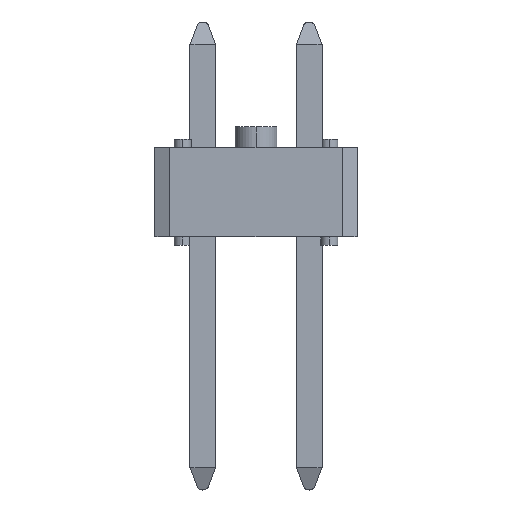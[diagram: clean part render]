
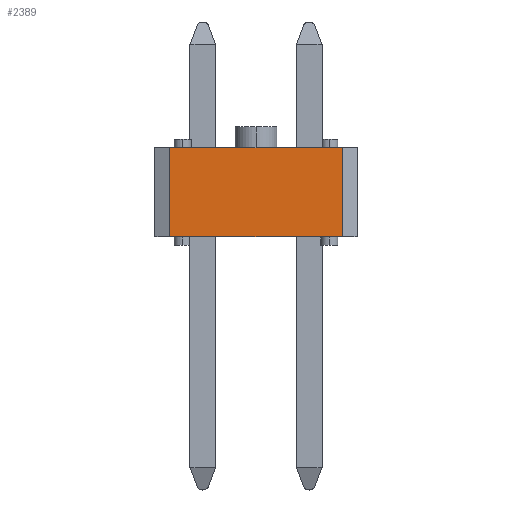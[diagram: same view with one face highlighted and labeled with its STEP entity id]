
A CAD part, left-side view. The second image highlights one B-rep face of the part: STEP entity #2389.
In plain terms, the highlighted planar face has unit normal (-1, 0, 0).
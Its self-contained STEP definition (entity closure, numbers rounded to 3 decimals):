
#114=DIRECTION('',(0.,1.,0.));
#115=VECTOR('',#114,4.116);
#116=CARTESIAN_POINT('',(-3.61,-2.058,0.));
#117=LINE('',#116,#115);
#446=DIRECTION('',(0.,1.,0.));
#447=VECTOR('',#446,4.116);
#448=CARTESIAN_POINT('',(-3.61,-2.058,2.13));
#449=LINE('',#448,#447);
#760=DIRECTION('',(0.,0.,1.));
#761=VECTOR('',#760,2.13);
#762=CARTESIAN_POINT('',(-3.61,2.058,0.));
#763=LINE('',#762,#761);
#836=DIRECTION('',(0.,0.,1.));
#837=VECTOR('',#836,2.13);
#838=CARTESIAN_POINT('',(-3.61,-2.058,0.));
#839=LINE('',#838,#837);
#1366=CARTESIAN_POINT('',(-3.61,-2.058,0.));
#1367=CARTESIAN_POINT('',(-3.61,2.058,0.));
#1368=VERTEX_POINT('',#1366);
#1369=VERTEX_POINT('',#1367);
#1374=CARTESIAN_POINT('',(-3.61,-2.058,2.13));
#1375=CARTESIAN_POINT('',(-3.61,2.058,2.13));
#1376=VERTEX_POINT('',#1374);
#1377=VERTEX_POINT('',#1375);
#2376=CARTESIAN_POINT('',(-3.61,-2.6,2.13));
#2377=DIRECTION('',(1.,0.,0.));
#2378=DIRECTION('',(0.,1.,0.));
#2379=AXIS2_PLACEMENT_3D('',#2376,#2377,#2378);
#2380=PLANE('',#2379);
#2381=ORIENTED_EDGE('',*,*,#1571,.T.);
#2383=ORIENTED_EDGE('',*,*,#2382,.T.);
#2384=ORIENTED_EDGE('',*,*,#1867,.F.);
#2386=ORIENTED_EDGE('',*,*,#2385,.F.);
#2387=EDGE_LOOP('',(#2381,#2383,#2384,#2386));
#2388=FACE_OUTER_BOUND('',#2387,.F.);
#2389=ADVANCED_FACE('',(#2388),#2380,.F.);
#1571=EDGE_CURVE('',#1368,#1369,#117,.T.);
#1867=EDGE_CURVE('',#1376,#1377,#449,.T.);
#2382=EDGE_CURVE('',#1369,#1377,#763,.T.);
#2385=EDGE_CURVE('',#1368,#1376,#839,.T.);
